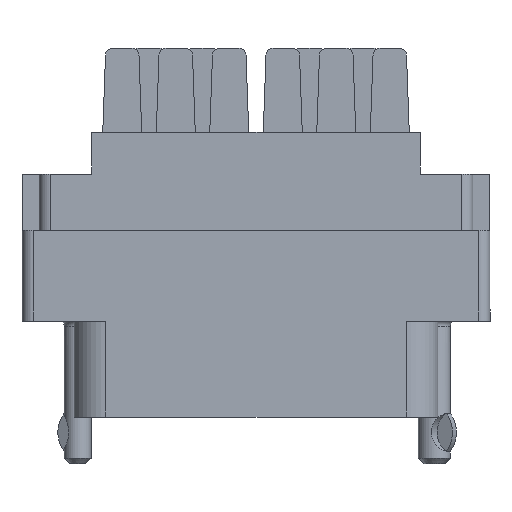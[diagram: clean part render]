
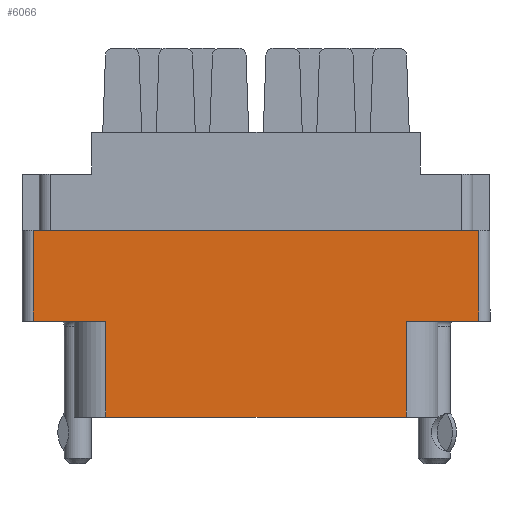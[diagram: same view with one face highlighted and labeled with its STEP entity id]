
A CAD part, front view. The second image highlights one B-rep face of the part: STEP entity #6066.
In plain terms, the highlighted planar face has unit normal (0, -1, 0).
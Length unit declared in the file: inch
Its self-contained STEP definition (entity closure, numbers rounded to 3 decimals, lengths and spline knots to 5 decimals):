
#447 = ORIENTED_EDGE ( 'NONE', *, *, #15889, .T. ) ;
#555 = DIRECTION ( 'NONE',  ( 1., 0., 0. ) ) ;
#984 = EDGE_CURVE ( 'NONE', #30890, #2850, #27203, .T. ) ;
#1018 = ORIENTED_EDGE ( 'NONE', *, *, #5867, .T. ) ;
#1073 = CARTESIAN_POINT ( 'NONE',  ( 0., -0.343, -0.529 ) ) ;
#1760 = ORIENTED_EDGE ( 'NONE', *, *, #20946, .T. ) ;
#2602 = CARTESIAN_POINT ( 'NONE',  ( 0.42052, -0.343, -0.529 ) ) ;
#2610 = CARTESIAN_POINT ( 'NONE',  ( -0.656, -0.343, -0.798 ) ) ;
#2850 = VERTEX_POINT ( 'NONE', #2602 ) ;
#3332 = VECTOR ( 'NONE', #12724, 39.37008 ) ;
#4751 = VECTOR ( 'NONE', #18086, 39.37008 ) ;
#5671 = DIRECTION ( 'NONE',  ( 0., -1., 0. ) ) ;
#5867 = EDGE_CURVE ( 'NONE', #18000, #34180, #21697, .T. ) ;
#6009 = VECTOR ( 'NONE', #28373, 39.37008 ) ;
#6066 = ADVANCED_FACE ( 'NONE', ( #20520 ), #16912, .T. ) ;
#6105 = LINE ( 'NONE', #29174, #7496 ) ;
#7496 = VECTOR ( 'NONE', #555, 39.37008 ) ;
#7977 = CARTESIAN_POINT ( 'NONE',  ( 0., -0.343, -0.274 ) ) ;
#8083 = CARTESIAN_POINT ( 'NONE',  ( 0.624, -0.343, -0.798 ) ) ;
#8495 = CARTESIAN_POINT ( 'NONE',  ( 0., -0.343, -0.529 ) ) ;
#9803 = ORIENTED_EDGE ( 'NONE', *, *, #24338, .T. ) ;
#10946 = LINE ( 'NONE', #8083, #20849 ) ;
#11202 = CARTESIAN_POINT ( 'NONE',  ( -0.42052, -0.343, -0.798 ) ) ;
#11229 = LINE ( 'NONE', #7977, #6009 ) ;
#12053 = EDGE_CURVE ( 'NONE', #34180, #36643, #22596, .T. ) ;
#12156 = VERTEX_POINT ( 'NONE', #24292 ) ;
#12223 = VERTEX_POINT ( 'NONE', #15318 ) ;
#12543 = ORIENTED_EDGE ( 'NONE', *, *, #16356, .T. ) ;
#12724 = DIRECTION ( 'NONE',  ( -1., 0., 0. ) ) ;
#14024 = DIRECTION ( 'NONE',  ( 1., 0., 0. ) ) ;
#14031 = ORIENTED_EDGE ( 'NONE', *, *, #21189, .F. ) ;
#15026 = CARTESIAN_POINT ( 'NONE',  ( 0.42052, -0.343, -0.798 ) ) ;
#15241 = EDGE_LOOP ( 'NONE', ( #14031, #1018, #22037, #9803, #12543, #1760, #36516, #447 ) ) ;
#15318 = CARTESIAN_POINT ( 'NONE',  ( -0.42052, -0.343, -0.798 ) ) ;
#15889 = EDGE_CURVE ( 'NONE', #30890, #12156, #10946, .T. ) ;
#16356 = EDGE_CURVE ( 'NONE', #12223, #28267, #6105, .T. ) ;
#16411 = CARTESIAN_POINT ( 'NONE',  ( 0.624, -0.343, -0.529 ) ) ;
#16726 = DIRECTION ( 'NONE',  ( 0., 0., -1. ) ) ;
#16912 = PLANE ( 'NONE',  #27764 ) ;
#18000 = VERTEX_POINT ( 'NONE', #32800 ) ;
#18086 = DIRECTION ( 'NONE',  ( 0., 0., 1. ) ) ;
#20520 = FACE_OUTER_BOUND ( 'NONE', #15241, .T. ) ;
#20849 = VECTOR ( 'NONE', #22566, 39.37008 ) ;
#20946 = EDGE_CURVE ( 'NONE', #28267, #2850, #20947, .T. ) ;
#20947 = LINE ( 'NONE', #32594, #4751 ) ;
#21189 = EDGE_CURVE ( 'NONE', #18000, #12156, #11229, .T. ) ;
#21360 = VECTOR ( 'NONE', #14024, 39.37008 ) ;
#21697 = LINE ( 'NONE', #27605, #25341 ) ;
#22037 = ORIENTED_EDGE ( 'NONE', *, *, #12053, .T. ) ;
#22566 = DIRECTION ( 'NONE',  ( 0., 0., 1. ) ) ;
#22596 = LINE ( 'NONE', #8495, #21360 ) ;
#24292 = CARTESIAN_POINT ( 'NONE',  ( 0.624, -0.343, -0.274 ) ) ;
#24338 = EDGE_CURVE ( 'NONE', #36643, #12223, #37299, .T. ) ;
#25341 = VECTOR ( 'NONE', #16726, 39.37008 ) ;
#27203 = LINE ( 'NONE', #1073, #3332 ) ;
#27605 = CARTESIAN_POINT ( 'NONE',  ( -0.624, -0.343, -0.798 ) ) ;
#27764 = AXIS2_PLACEMENT_3D ( 'NONE', #2610, #5671, #37499 ) ;
#27951 = VECTOR ( 'NONE', #31016, 39.37008 ) ;
#28267 = VERTEX_POINT ( 'NONE', #15026 ) ;
#28373 = DIRECTION ( 'NONE',  ( 1., 0., 0. ) ) ;
#29174 = CARTESIAN_POINT ( 'NONE',  ( -0.656, -0.343, -0.798 ) ) ;
#29986 = CARTESIAN_POINT ( 'NONE',  ( -0.42052, -0.343, -0.529 ) ) ;
#30890 = VERTEX_POINT ( 'NONE', #16411 ) ;
#31016 = DIRECTION ( 'NONE',  ( 0., 0., -1. ) ) ;
#32594 = CARTESIAN_POINT ( 'NONE',  ( 0.42052, -0.343, -0.529 ) ) ;
#32800 = CARTESIAN_POINT ( 'NONE',  ( -0.624, -0.343, -0.274 ) ) ;
#34180 = VERTEX_POINT ( 'NONE', #36162 ) ;
#36162 = CARTESIAN_POINT ( 'NONE',  ( -0.624, -0.343, -0.529 ) ) ;
#36516 = ORIENTED_EDGE ( 'NONE', *, *, #984, .F. ) ;
#36643 = VERTEX_POINT ( 'NONE', #29986 ) ;
#37299 = LINE ( 'NONE', #11202, #27951 ) ;
#37499 = DIRECTION ( 'NONE',  ( 0., 0., -1. ) ) ;
